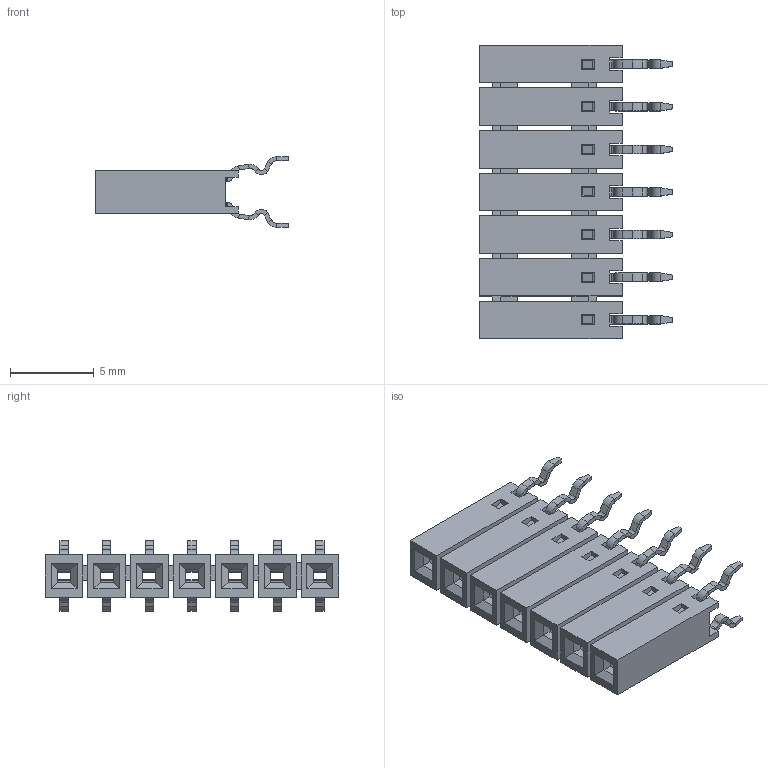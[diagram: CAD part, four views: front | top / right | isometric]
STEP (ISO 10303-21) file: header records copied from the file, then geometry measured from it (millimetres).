
FILE_DESCRIPTION((''),'2;1');
FILE_NAME('289-07-1-2-00','2012-10-24T',('CAD01'),(''),'PRO/ENGINEER BY PARAMETRIC TECHNOLOGY CORPORATION, 2009400','PRO/ENGINEER BY PARAMETRIC TECHNOLOGY CORPORATION, 2009400','');
FILE_SCHEMA(('CONFIG_CONTROL_DESIGN'));
Length unit declared in the file: millimetre
Products named in the file (3): I-289-7PIN; 289-T-396; 289-07-1-2-00
Assembly tree (15 placements, depth 2):
  289-07-1-2-00
    I-289-7PIN
    289-T-396  x14
Bounding box: 11.5 x 17.48 x 4.21 mm (x, y, z)
Volume: 245.7 mm3; surface area: 1314.6 mm2
Topology: 15 solids, 15 shells, 2708 faces, 6458 edges, 3848 vertices
Faces by surface type: plane 1476, cylinder 784, bspline 224, torus 224
Entity records: 23320 total; most frequent: CARTESIAN_POINT 3502, ORIENTED_EDGE 3166, DIRECTION 2913, PRESENTATION_STYLE_ASSIGNMENT 1585, STYLED_ITEM 1585, CURVE_STYLE 1583, EDGE_CURVE 1583, VECTOR 1419
